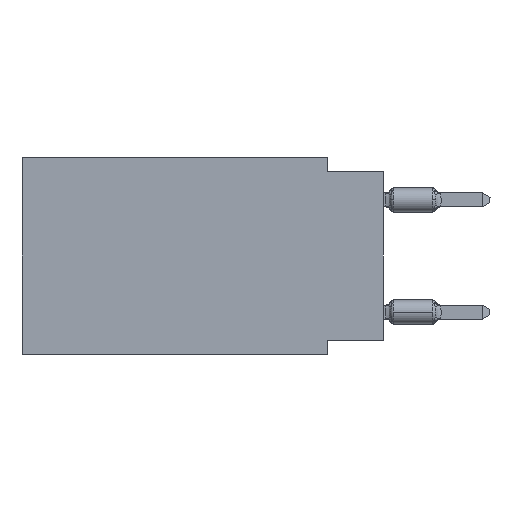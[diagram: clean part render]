
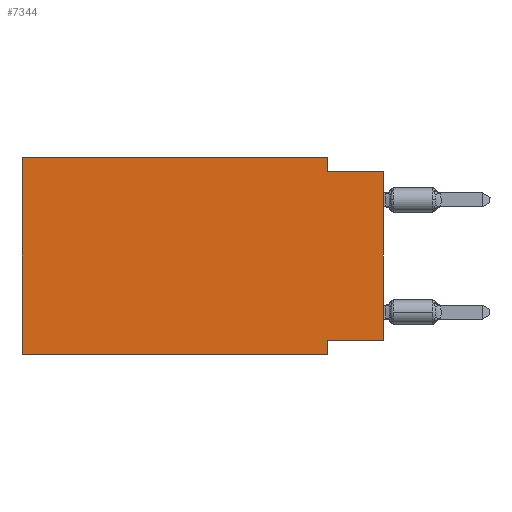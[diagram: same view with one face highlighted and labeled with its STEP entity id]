
A CAD part, left-side view. The second image highlights one B-rep face of the part: STEP entity #7344.
In plain terms, the highlighted planar face has unit normal (-1, 0, 0).
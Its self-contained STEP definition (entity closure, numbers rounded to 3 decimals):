
#808 = CARTESIAN_POINT ( 'NONE',  ( 0., 2.54, -8.89 ) ) ;
#1204 = LINE ( 'NONE', #3488, #28656 ) ;
#1883 = VERTEX_POINT ( 'NONE', #2061 ) ;
#2010 = CARTESIAN_POINT ( 'NONE',  ( 0., 2.54, -0.635 ) ) ;
#2061 = CARTESIAN_POINT ( 'NONE',  ( 0., 0., -8.255 ) ) ;
#2420 = EDGE_LOOP ( 'NONE', ( #6201, #13520, #28798, #3913, #5520, #27854, #7146, #11850 ) ) ;
#3351 = CARTESIAN_POINT ( 'NONE',  ( 0., 0., -0.635 ) ) ;
#3488 = CARTESIAN_POINT ( 'NONE',  ( 0., 2.54, 0. ) ) ;
#3913 = ORIENTED_EDGE ( 'NONE', *, *, #15944, .F. ) ;
#4257 = DIRECTION ( 'NONE',  ( 0., -1., 0. ) ) ;
#5006 = EDGE_CURVE ( 'NONE', #22343, #22429, #1204, .T. ) ;
#5520 = ORIENTED_EDGE ( 'NONE', *, *, #8337, .F. ) ;
#5752 = EDGE_CURVE ( 'NONE', #1883, #27393, #10796, .T. ) ;
#5926 = DIRECTION ( 'NONE',  ( 0., 0., -1. ) ) ;
#6162 = VECTOR ( 'NONE', #20503, 1000. ) ;
#6201 = ORIENTED_EDGE ( 'NONE', *, *, #5752, .T. ) ;
#6313 = LINE ( 'NONE', #21369, #21472 ) ;
#6418 = AXIS2_PLACEMENT_3D ( 'NONE', #17884, #27779, #5926 ) ;
#6983 = LINE ( 'NONE', #31937, #9092 ) ;
#7146 = ORIENTED_EDGE ( 'NONE', *, *, #8149, .F. ) ;
#7344 = ADVANCED_FACE ( 'NONE', ( #30395 ), #15450, .F. ) ;
#7861 = LINE ( 'NONE', #20171, #6162 ) ;
#8149 = EDGE_CURVE ( 'NONE', #15924, #24204, #12793, .T. ) ;
#8230 = EDGE_CURVE ( 'NONE', #22429, #27393, #15212, .T. ) ;
#8337 = EDGE_CURVE ( 'NONE', #30107, #19650, #6313, .T. ) ;
#9092 = VECTOR ( 'NONE', #16535, 1000. ) ;
#10796 = LINE ( 'NONE', #21010, #13150 ) ;
#10862 = CARTESIAN_POINT ( 'NONE',  ( 0., 2.54, -8.89 ) ) ;
#11638 = DIRECTION ( 'NONE',  ( 0., 0., 1. ) ) ;
#11701 = EDGE_CURVE ( 'NONE', #30107, #24204, #6983, .T. ) ;
#11850 = ORIENTED_EDGE ( 'NONE', *, *, #22132, .F. ) ;
#12793 = LINE ( 'NONE', #808, #19363 ) ;
#12956 = DIRECTION ( 'NONE',  ( 0., -1., 0. ) ) ;
#13150 = VECTOR ( 'NONE', #20688, 1000. ) ;
#13520 = ORIENTED_EDGE ( 'NONE', *, *, #8230, .F. ) ;
#15212 = LINE ( 'NONE', #25263, #24540 ) ;
#15392 = CARTESIAN_POINT ( 'NONE',  ( 0., 16.383, 0. ) ) ;
#15450 = PLANE ( 'NONE',  #6418 ) ;
#15924 = VERTEX_POINT ( 'NONE', #16069 ) ;
#15944 = EDGE_CURVE ( 'NONE', #19650, #22343, #25949, .T. ) ;
#16069 = CARTESIAN_POINT ( 'NONE',  ( 0., 2.54, -8.255 ) ) ;
#16535 = DIRECTION ( 'NONE',  ( 0., -1., 0. ) ) ;
#17884 = CARTESIAN_POINT ( 'NONE',  ( 0., 16.383, 0. ) ) ;
#19363 = VECTOR ( 'NONE', #20242, 1000. ) ;
#19650 = VERTEX_POINT ( 'NONE', #15392 ) ;
#19803 = CARTESIAN_POINT ( 'NONE',  ( 0., 16.383, -8.89 ) ) ;
#20171 = CARTESIAN_POINT ( 'NONE',  ( 0., 0., -8.255 ) ) ;
#20242 = DIRECTION ( 'NONE',  ( 0., 0., -1. ) ) ;
#20503 = DIRECTION ( 'NONE',  ( 0., 1., 0. ) ) ;
#20688 = DIRECTION ( 'NONE',  ( 0., 0., 1. ) ) ;
#21010 = CARTESIAN_POINT ( 'NONE',  ( 0., 0., 0. ) ) ;
#21369 = CARTESIAN_POINT ( 'NONE',  ( 0., 16.383, 0. ) ) ;
#21472 = VECTOR ( 'NONE', #11638, 1000. ) ;
#21731 = CARTESIAN_POINT ( 'NONE',  ( 0., 16.383, 0. ) ) ;
#22132 = EDGE_CURVE ( 'NONE', #1883, #15924, #7861, .T. ) ;
#22343 = VERTEX_POINT ( 'NONE', #29558 ) ;
#22429 = VERTEX_POINT ( 'NONE', #2010 ) ;
#24204 = VERTEX_POINT ( 'NONE', #10862 ) ;
#24540 = VECTOR ( 'NONE', #12956, 1000. ) ;
#25263 = CARTESIAN_POINT ( 'NONE',  ( 0., 0., -0.635 ) ) ;
#25949 = LINE ( 'NONE', #21731, #30381 ) ;
#27393 = VERTEX_POINT ( 'NONE', #3351 ) ;
#27779 = DIRECTION ( 'NONE',  ( 1., 0., 0. ) ) ;
#27854 = ORIENTED_EDGE ( 'NONE', *, *, #11701, .T. ) ;
#28656 = VECTOR ( 'NONE', #30551, 1000. ) ;
#28798 = ORIENTED_EDGE ( 'NONE', *, *, #5006, .F. ) ;
#29558 = CARTESIAN_POINT ( 'NONE',  ( 0., 2.54, 0. ) ) ;
#30107 = VERTEX_POINT ( 'NONE', #19803 ) ;
#30381 = VECTOR ( 'NONE', #4257, 1000. ) ;
#30395 = FACE_OUTER_BOUND ( 'NONE', #2420, .T. ) ;
#30551 = DIRECTION ( 'NONE',  ( 0., 0., -1. ) ) ;
#31937 = CARTESIAN_POINT ( 'NONE',  ( 0., 16.383, -8.89 ) ) ;
